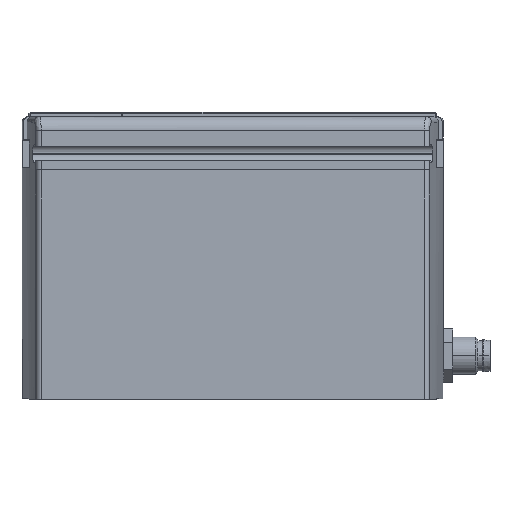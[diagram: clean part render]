
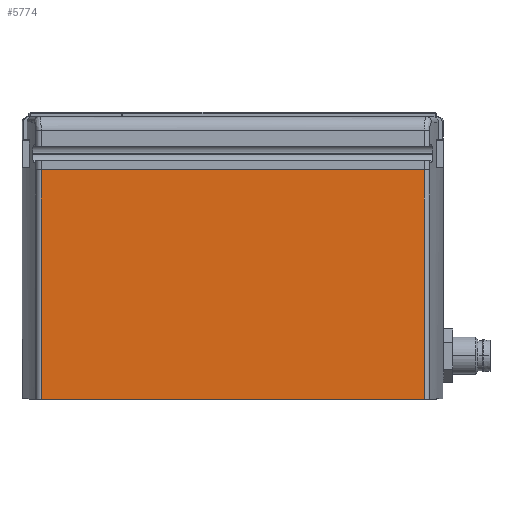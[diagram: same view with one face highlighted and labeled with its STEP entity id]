
A CAD part, top view. The second image highlights one B-rep face of the part: STEP entity #5774.
In plain terms, the highlighted planar face has unit normal (0, 0, 1).
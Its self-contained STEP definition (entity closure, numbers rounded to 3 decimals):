
#788 = LINE ( 'NONE', #3128, #5923 ) ;
#794 = DIRECTION ( 'NONE',  ( 0., 1., 0. ) ) ;
#1029 = DIRECTION ( 'NONE',  ( -1., 0., 0. ) ) ;
#1129 = CARTESIAN_POINT ( 'NONE',  ( -41.285, -61., 31. ) ) ;
#1350 = PLANE ( 'NONE',  #5451 ) ;
#1462 = DIRECTION ( 'NONE',  ( 0., -1., 0. ) ) ;
#1738 = EDGE_CURVE ( 'NONE', #6715, #6419, #788, .T. ) ;
#1895 = DIRECTION ( 'NONE',  ( -1., 0., 0. ) ) ;
#2124 = EDGE_CURVE ( 'NONE', #4748, #4200, #4378, .T. ) ;
#2132 = VECTOR ( 'NONE', #1029, 1000. ) ;
#2321 = EDGE_LOOP ( 'NONE', ( #3664, #5442, #7274, #4155 ) ) ;
#2634 = CARTESIAN_POINT ( 'NONE',  ( 41.285, -61., 31. ) ) ;
#2665 = EDGE_CURVE ( 'NONE', #6419, #4748, #4795, .T. ) ;
#3128 = CARTESIAN_POINT ( 'NONE',  ( 41.285, -11.5, 31. ) ) ;
#3142 = VECTOR ( 'NONE', #1462, 1000. ) ;
#3664 = ORIENTED_EDGE ( 'NONE', *, *, #2665, .T. ) ;
#3691 = CARTESIAN_POINT ( 'NONE',  ( 45.5, -61., 31. ) ) ;
#3932 = LINE ( 'NONE', #6130, #2132 ) ;
#4155 = ORIENTED_EDGE ( 'NONE', *, *, #1738, .T. ) ;
#4200 = VERTEX_POINT ( 'NONE', #1129 ) ;
#4378 = LINE ( 'NONE', #6562, #3142 ) ;
#4748 = VERTEX_POINT ( 'NONE', #5403 ) ;
#4795 = LINE ( 'NONE', #6979, #5536 ) ;
#5337 = DIRECTION ( 'NONE',  ( 0., 1., 0. ) ) ;
#5403 = CARTESIAN_POINT ( 'NONE',  ( -41.285, -11.5, 31. ) ) ;
#5442 = ORIENTED_EDGE ( 'NONE', *, *, #2124, .T. ) ;
#5451 = AXIS2_PLACEMENT_3D ( 'NONE', #3691, #5891, #794 ) ;
#5536 = VECTOR ( 'NONE', #1895, 1000. ) ;
#5774 = ADVANCED_FACE ( 'NONE', ( #6453 ), #1350, .F. ) ;
#5891 = DIRECTION ( 'NONE',  ( 0., 0., -1. ) ) ;
#5923 = VECTOR ( 'NONE', #5337, 1000. ) ;
#5974 = EDGE_CURVE ( 'NONE', #6715, #4200, #3932, .T. ) ;
#6130 = CARTESIAN_POINT ( 'NONE',  ( 45.5, -61., 31. ) ) ;
#6155 = CARTESIAN_POINT ( 'NONE',  ( 41.285, -11.5, 31. ) ) ;
#6419 = VERTEX_POINT ( 'NONE', #6155 ) ;
#6453 = FACE_OUTER_BOUND ( 'NONE', #2321, .T. ) ;
#6562 = CARTESIAN_POINT ( 'NONE',  ( -41.285, -61., 31. ) ) ;
#6715 = VERTEX_POINT ( 'NONE', #2634 ) ;
#6979 = CARTESIAN_POINT ( 'NONE',  ( 45.5, -11.5, 31. ) ) ;
#7274 = ORIENTED_EDGE ( 'NONE', *, *, #5974, .F. ) ;
